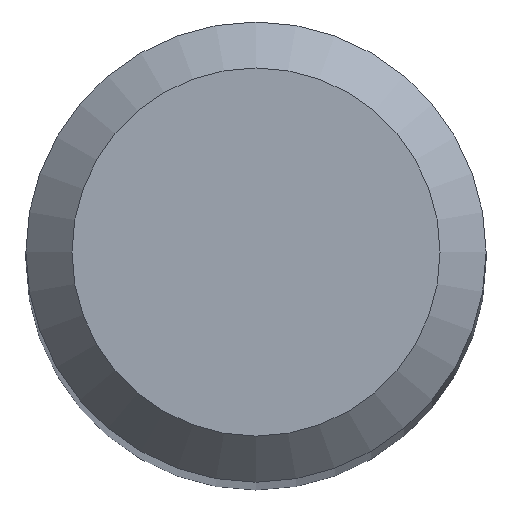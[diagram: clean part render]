
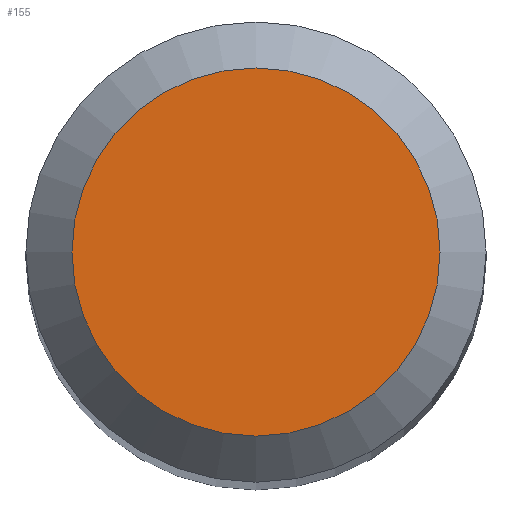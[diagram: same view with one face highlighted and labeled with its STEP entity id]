
A CAD part, top view. The second image highlights one B-rep face of the part: STEP entity #155.
In plain terms, the highlighted planar face has unit normal (0, 0, 1).
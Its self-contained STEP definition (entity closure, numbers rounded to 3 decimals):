
#27 = VERTEX_POINT ( 'NONE', #130 ) ;
#40 = PLANE ( 'NONE',  #84 ) ;
#84 = AXIS2_PLACEMENT_3D ( 'NONE', #204, #138, #249 ) ;
#104 = EDGE_LOOP ( 'NONE', ( #164 ) ) ;
#108 = CARTESIAN_POINT ( 'NONE',  ( 0., 0., 38. ) ) ;
#128 = DIRECTION ( 'NONE',  ( 0., 0., 1. ) ) ;
#130 = CARTESIAN_POINT ( 'NONE',  ( 1.2, 0., 38. ) ) ;
#138 = DIRECTION ( 'NONE',  ( 0., 0., -1. ) ) ;
#155 = ADVANCED_FACE ( 'NONE', ( #227 ), #40, .F. ) ;
#159 = EDGE_CURVE ( 'NONE', #27, #27, #251, .T. ) ;
#164 = ORIENTED_EDGE ( 'NONE', *, *, #159, .T. ) ;
#204 = CARTESIAN_POINT ( 'NONE',  ( 0., 1.2, 38. ) ) ;
#227 = FACE_OUTER_BOUND ( 'NONE', #104, .T. ) ;
#249 = DIRECTION ( 'NONE',  ( -1., 0., 0. ) ) ;
#251 = CIRCLE ( 'NONE', #268, 1.2 ) ;
#261 = DIRECTION ( 'NONE',  ( 1., 0., 0. ) ) ;
#268 = AXIS2_PLACEMENT_3D ( 'NONE', #108, #128, #261 ) ;
